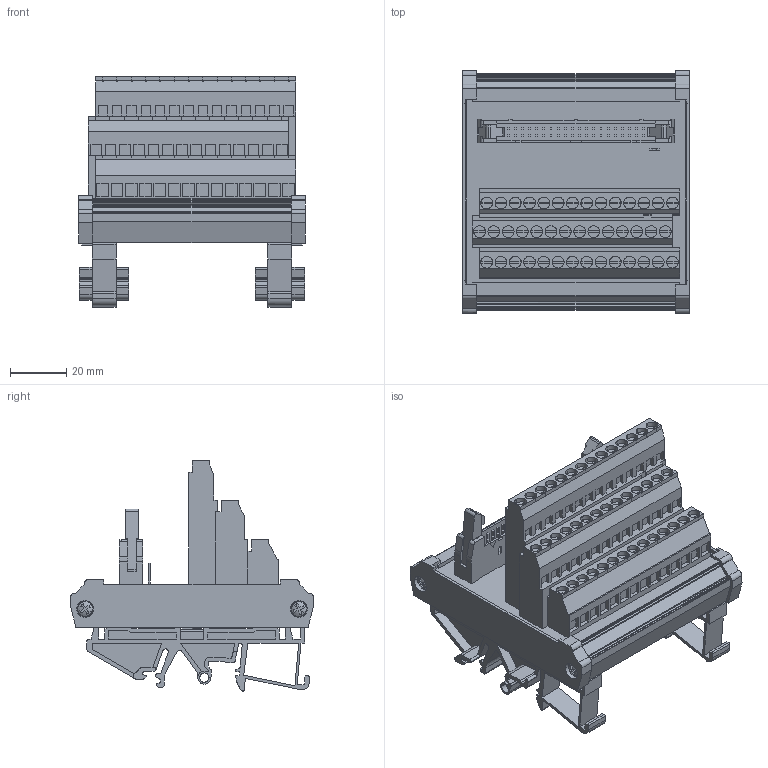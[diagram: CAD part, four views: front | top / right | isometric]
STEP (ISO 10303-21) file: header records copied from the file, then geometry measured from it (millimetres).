
FILE_DESCRIPTION(('CATIA V5R22 STEP214','CAx-IF Rec.Pracs.--- Model Styling and Organization---1.4--- 2014-01-23'),'2;1');
FILE_NAME ('031866-1_1_8012940000_3D_8012940000.stp','2022-10-14T08:09:29+00:00',('none'),('Weidmueller'),'CATIA Version 5-6 Release 2016 SP3 HF44','CATIA V5 STEP AP214','none');
FILE_SCHEMA(('AUTOMOTIVE_DESIGN { 1 0 10303 214 1 1 1 1 }'));
Products named in the file (1): 8012940000_RS F40 LP3R 3_42
Bounding box: 80.5 x 86.4 x 81.95 mm (x, y, z)
Volume: 114164.1 mm3; surface area: 74233.1 mm2
Topology: 1 solids, 5 shells, 1926 faces, 5479 edges, 3620 vertices
Faces by surface type: plane 1507, cylinder 403, torus 8, sphere 8
Entity records: 68174 total; most frequent: CARTESIAN_POINT 17024, ORIENTED_EDGE 10958, DIRECTION 8773, EDGE_CURVE 5479, VECTOR 4335, LINE 4335, VERTEX_POINT 3620, AXIS2_PLACEMENT_3D 2515
